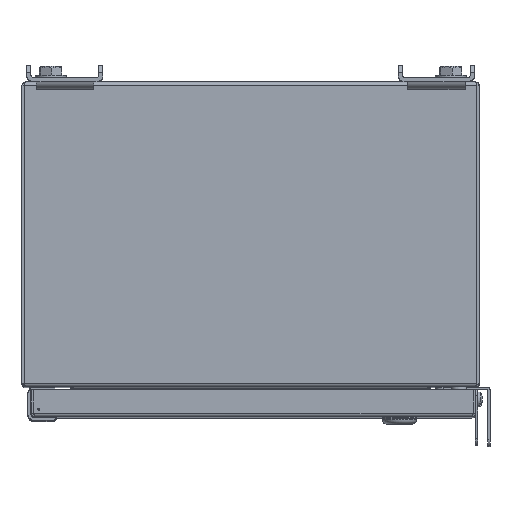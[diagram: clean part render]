
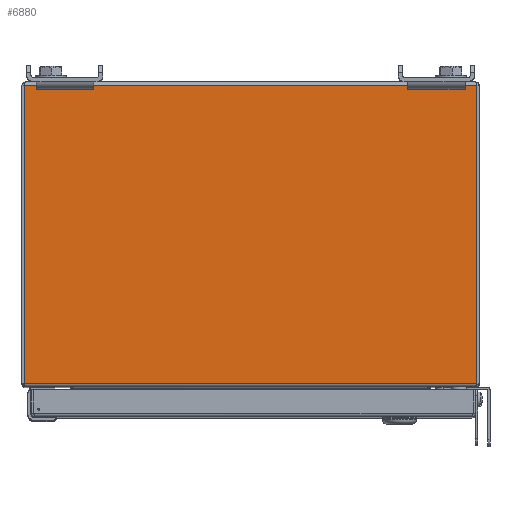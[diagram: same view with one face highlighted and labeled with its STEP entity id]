
A CAD part, top view. The second image highlights one B-rep face of the part: STEP entity #6880.
In plain terms, the highlighted planar face has unit normal (0, 0, 1).
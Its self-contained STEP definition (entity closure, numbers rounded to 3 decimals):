
#6880 = ADVANCED_FACE( '', ( #14219 ), #14220, .F. );
#14219 = FACE_OUTER_BOUND( '', #43964, .T. );
#14220 = PLANE( '', #43965 );
#43964 = EDGE_LOOP( '', ( #73387, #73388, #73389, #73390 ) );
#43965 = AXIS2_PLACEMENT_3D( '', #73391, #73392, #73393 );
#73387 = ORIENTED_EDGE( '', *, *, #87250, .T. );
#73388 = ORIENTED_EDGE( '', *, *, #88329, .T. );
#73389 = ORIENTED_EDGE( '', *, *, #85911, .F. );
#73390 = ORIENTED_EDGE( '', *, *, #83810, .T. );
#73391 = CARTESIAN_POINT( '', ( 1053.948, 0., 203.2 ) );
#73392 = DIRECTION( '', ( 0., 0., -1. ) );
#73393 = DIRECTION( '', ( 0., 1., 0. ) );
#83810 = EDGE_CURVE( '', #91006, #93413, #93415, .T. );
#85911 = EDGE_CURVE( '', #91006, #96721, #96722, .T. );
#87250 = EDGE_CURVE( '', #93413, #98640, #98642, .T. );
#88329 = EDGE_CURVE( '', #98640, #96721, #100012, .T. );
#91006 = VERTEX_POINT( '', #104200 );
#93413 = VERTEX_POINT( '', #110597 );
#93415 = LINE( '', #110608, #110609 );
#96721 = VERTEX_POINT( '', #119037 );
#96722 = LINE( '', #119038, #119039 );
#98640 = VERTEX_POINT( '', #124372 );
#98642 = LINE( '', #124374, #124375 );
#100012 = LINE( '', #128036, #128037 );
#104200 = CARTESIAN_POINT( '', ( 150.873, -2.337, 203.2 ) );
#110597 = CARTESIAN_POINT( '', ( -150.873, -2.337, 203.2 ) );
#110608 = CARTESIAN_POINT( '', ( 1053.948, -2.337, 203.2 ) );
#110609 = VECTOR( '', #133507, 1000. );
#119037 = CARTESIAN_POINT( '', ( 150.873, -200.863, 203.2 ) );
#119038 = CARTESIAN_POINT( '', ( 150.873, -2.337, 203.2 ) );
#119039 = VECTOR( '', #135010, 1000. );
#124372 = CARTESIAN_POINT( '', ( -150.873, -200.863, 203.2 ) );
#124374 = CARTESIAN_POINT( '', ( -150.873, -2.337, 203.2 ) );
#124375 = VECTOR( '', #135921, 1000. );
#128036 = CARTESIAN_POINT( '', ( -150.873, -200.863, 203.2 ) );
#128037 = VECTOR( '', #136505, 1000. );
#133507 = DIRECTION( '', ( -1., 0., 0. ) );
#135010 = DIRECTION( '', ( 0., -1., 0. ) );
#135921 = DIRECTION( '', ( 0., -1., 0. ) );
#136505 = DIRECTION( '', ( 1., 0., 0. ) );
